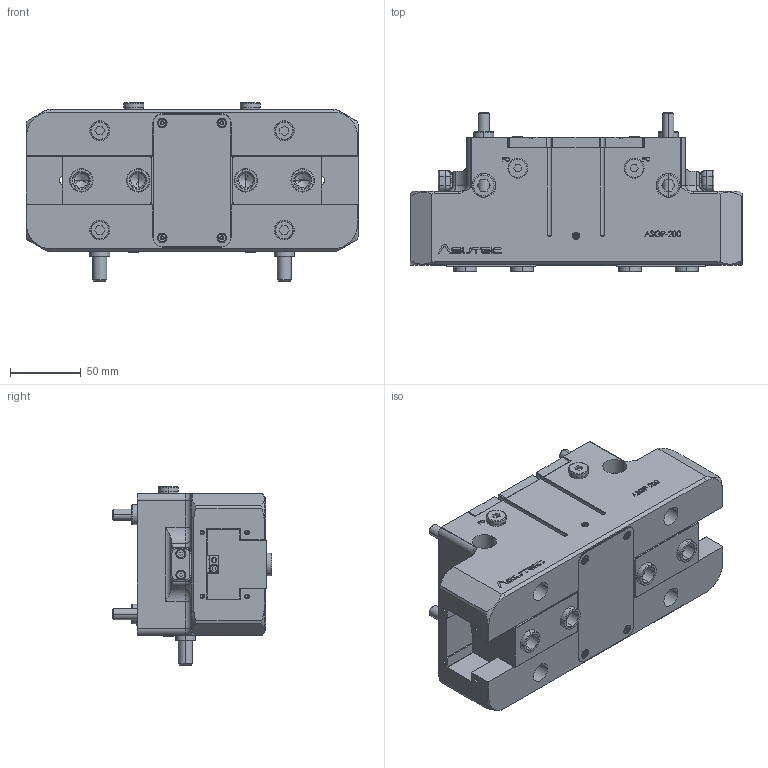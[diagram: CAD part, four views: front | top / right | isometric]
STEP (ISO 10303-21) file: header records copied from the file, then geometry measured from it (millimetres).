
FILE_DESCRIPTION (( 'STEP AP203' ), '1' );
FILE_NAME ('ASUTEC_ASGP-200.STEP', '2019-11-09T19:43:54', ( '' ), ( '' ), 'SwSTEP 2.0', 'SolidWorks 2015', '' );
FILE_SCHEMA (( 'CONFIG_CONTROL_DESIGN' ));
Length unit declared in the file: millimetre
Products named in the file (13): Grundgehäuse-ASGP-200_Step <Standard>; 12000092 O-Ring 5x1_Flanschdichtung <Standard>; Greiferbacke ASGP-200; 14010000 Blindstopfen G 1_8; Greiferbacke ASGP-200_ASGP-200_re <Standard>; Zentrierhuelse-konfigurierbar_D14d10.2L8.5<Standard>; 10000110 M10x100 DIN912; 10000087 M8x80; Abdeckung ASGP-200; ASUTEC_ASGP-200; Positionsabfrage_links_ASGP-200; Positionsabfrage_rechts_ASGP-200; Schalterhalter ab ASGP-63
Assembly tree (24 placements, depth 2):
  ASUTEC_ASGP-200
    Grundgehäuse-ASGP-200_Step <Standard>
    Greiferbacke ASGP-200
    Greiferbacke ASGP-200_ASGP-200_re <Standard>
    Abdeckung ASGP-200
    Positionsabfrage_links_ASGP-200
    Positionsabfrage_rechts_ASGP-200
    Schalterhalter ab ASGP-63  x2
    12000092 O-Ring 5x1_Flanschdichtung <Standard>  x4
    14010000 Blindstopfen G 1_8  x2
    Zentrierhuelse-konfigurierbar_D14d10.2L8.5<Standard>  x4
    10000110 M10x100 DIN912  x2
    10000087 M8x80  x4
Bounding box: 234 x 112.25 x 125.6 mm (x, y, z)
Volume: 1672650.5 mm3; surface area: 233669.4 mm2
Topology: 24 solids, 24 shells, 2302 faces, 5597 edges, 3470 vertices
Faces by surface type: cylinder 785, plane 700, cone 500, torus 158, bspline 155, sphere 4
Entity records: 73933 total; most frequent: CARTESIAN_POINT 26063, ORIENTED_EDGE 9904, DIRECTION 9026, EDGE_CURVE 4952, AXIS2_PLACEMENT_3D 3315, VERTEX_POINT 3122, LINE 2396, VECTOR 2396
